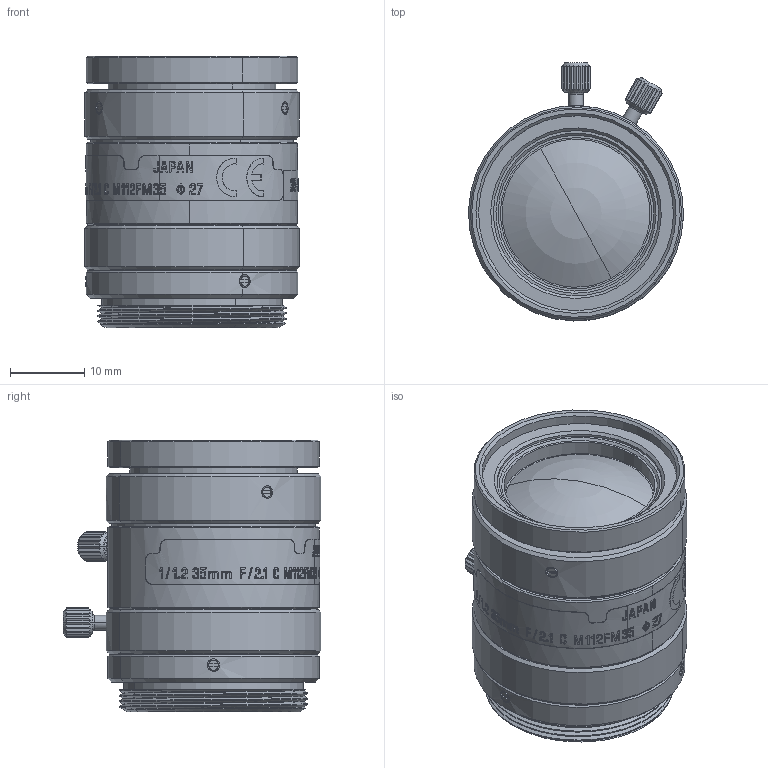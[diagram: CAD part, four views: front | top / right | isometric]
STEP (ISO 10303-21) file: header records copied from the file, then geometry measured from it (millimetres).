
FILE_DESCRIPTION(('CATIA V5 STEP Exchange'),'2;1');
FILE_NAME('ED015E0000-A01.stp','2018-09-19T05:38:01+00:00',('none'),('none'),'CATIA Version 5-6 Release 2017 SP5','CATIA V5 STEP AP203','none');
FILE_SCHEMA(('CONFIG_CONTROL_DESIGN'));
Length unit declared in the file: millimetre
Products named in the file (1): ED015E0000-A01-完成品ASSY
Bounding box: 28.99 x 34.8 x 36.63 mm (x, y, z)
Volume: 20978 mm3; surface area: 6241.9 mm2
Topology: 1 solids, 1 shells, 1644 faces, 4619 edges, 3061 vertices
Faces by surface type: bspline 1092, plane 377, cylinder 127, cone 40, torus 4, sphere 4
Entity records: 59240 total; most frequent: CARTESIAN_POINT 27584, ORIENTED_EDGE 9230, EDGE_CURVE 4615, B_SPLINE_CURVE_WITH_KNOTS 3581, VERTEX_POINT 3061, DIRECTION 1955, EDGE_LOOP 1732, ADVANCED_FACE 1644
